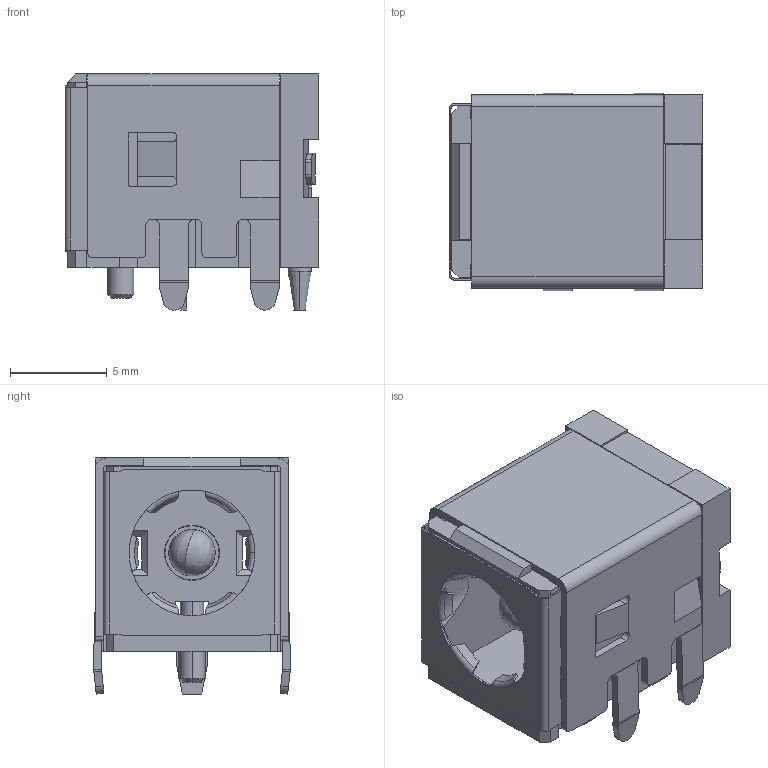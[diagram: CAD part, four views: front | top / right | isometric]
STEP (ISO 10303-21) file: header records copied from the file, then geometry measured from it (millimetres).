
FILE_DESCRIPTION (( 'STEP AP203' ), '1' );
FILE_NAME ('CUI_DEVICES_PJ-082BH.step', '2019-10-20T23:32:32', ( '' ), ( '' ), 'SwSTEP 2.0', 'SolidWorks 2019', '' );
FILE_SCHEMA (( 'CONFIG_CONTROL_DESIGN' ));
Length unit declared in the file: inch
Products named in the file (1): CUI_DEVICES_PJ-082BH
Bounding box: 13.13 x 10.2 x 12.2 mm (x, y, z)
Volume: 633 mm3; surface area: 2253.5 mm2
Topology: 12 solids, 12 shells, 623 faces, 1722 edges, 1123 vertices
Faces by surface type: plane 404, cylinder 141, cone 41, bspline 20, torus 13, sphere 4
Entity records: 20530 total; most frequent: CARTESIAN_POINT 4616, ORIENTED_EDGE 3440, DIRECTION 3141, EDGE_CURVE 1720, LINE 1197, VECTOR 1197, VERTEX_POINT 1123, AXIS2_PLACEMENT_3D 972
